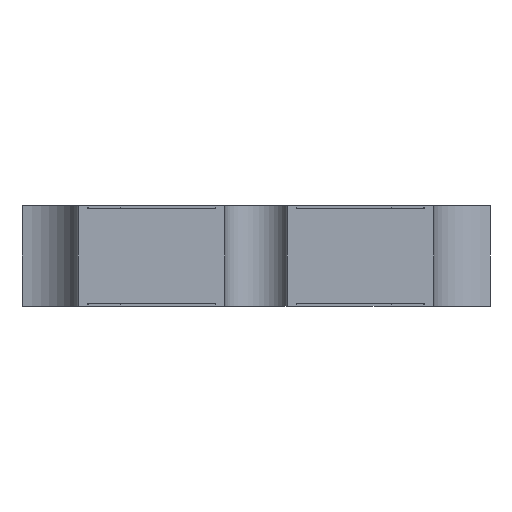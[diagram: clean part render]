
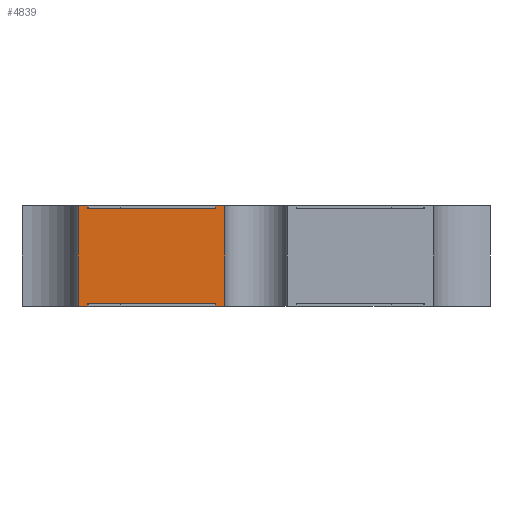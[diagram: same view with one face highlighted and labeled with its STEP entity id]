
A CAD part, left-side view. The second image highlights one B-rep face of the part: STEP entity #4839.
In plain terms, the highlighted planar face has unit normal (-1, 0, 0).
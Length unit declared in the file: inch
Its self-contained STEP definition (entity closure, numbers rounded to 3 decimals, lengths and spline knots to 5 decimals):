
#15 = LINE ( 'NONE', #9031, #23136 ) ;
#677 = LINE ( 'NONE', #15729, #16366 ) ;
#746 = EDGE_CURVE ( 'NONE', #3941, #16125, #15, .T. ) ;
#2898 = LINE ( 'NONE', #11890, #20944 ) ;
#3297 = EDGE_CURVE ( 'NONE', #18956, #33039, #23599, .T. ) ;
#3640 = CARTESIAN_POINT ( 'NONE',  ( -0.28, 0.126, 0.073 ) ) ;
#3808 = VECTOR ( 'NONE', #29715, 39.37008 ) ;
#3941 = VERTEX_POINT ( 'NONE', #33650 ) ;
#4805 = CARTESIAN_POINT ( 'NONE',  ( -0.28, 0.0305, 0.002 ) ) ;
#4839 = ADVANCED_FACE ( 'NONE', ( #32358 ), #17707, .F. ) ;
#5080 = ORIENTED_EDGE ( 'NONE', *, *, #14382, .T. ) ;
#5190 = LINE ( 'NONE', #4805, #14324 ) ;
#5839 = CARTESIAN_POINT ( 'NONE',  ( -0.28, 0.126, 0. ) ) ;
#6022 = CARTESIAN_POINT ( 'NONE',  ( -0.28, 0., 0.075 ) ) ;
#6325 = VECTOR ( 'NONE', #14724, 39.37008 ) ;
#6544 = ORIENTED_EDGE ( 'NONE', *, *, #32109, .F. ) ;
#7323 = ORIENTED_EDGE ( 'NONE', *, *, #25852, .T. ) ;
#7846 = CARTESIAN_POINT ( 'NONE',  ( -0.28, 0.13307, 0.075 ) ) ;
#8718 = CARTESIAN_POINT ( 'NONE',  ( -0.28, 0.02337, 0.002 ) ) ;
#8826 = CARTESIAN_POINT ( 'NONE',  ( -0.28, 0.02337, 0. ) ) ;
#9031 = CARTESIAN_POINT ( 'NONE',  ( -0.28, 0.02337, 0.002 ) ) ;
#10210 = VECTOR ( 'NONE', #26294, 39.37008 ) ;
#10879 = CARTESIAN_POINT ( 'NONE',  ( -0.28, 0.13307, 0.002 ) ) ;
#11890 = CARTESIAN_POINT ( 'NONE',  ( -0.28, 0.126, -0.132 ) ) ;
#12660 = EDGE_CURVE ( 'NONE', #19481, #33431, #5190, .T. ) ;
#12808 = CARTESIAN_POINT ( 'NONE',  ( -0.28, 0.02337, 0. ) ) ;
#12987 = ORIENTED_EDGE ( 'NONE', *, *, #32788, .T. ) ;
#13219 = ORIENTED_EDGE ( 'NONE', *, *, #12660, .T. ) ;
#13558 = ORIENTED_EDGE ( 'NONE', *, *, #746, .F. ) ;
#14297 = CARTESIAN_POINT ( 'NONE',  ( -0.28, 0.126, 0.002 ) ) ;
#14324 = VECTOR ( 'NONE', #37634, 39.37008 ) ;
#14382 = EDGE_CURVE ( 'NONE', #33039, #30617, #37643, .T. ) ;
#14724 = DIRECTION ( 'NONE',  ( 0., 1., 0. ) ) ;
#14829 = ORIENTED_EDGE ( 'NONE', *, *, #23684, .F. ) ;
#15281 = DIRECTION ( 'NONE',  ( 0., 0., 1. ) ) ;
#15324 = VERTEX_POINT ( 'NONE', #5839 ) ;
#15729 = CARTESIAN_POINT ( 'NONE',  ( -0.28, 0.02337, 0. ) ) ;
#15812 = CARTESIAN_POINT ( 'NONE',  ( -0.28, 0.0305, 0.075 ) ) ;
#16125 = VERTEX_POINT ( 'NONE', #12808 ) ;
#16341 = DIRECTION ( 'NONE',  ( 0., 0., -1. ) ) ;
#16366 = VECTOR ( 'NONE', #33516, 39.37008 ) ;
#16967 = EDGE_CURVE ( 'NONE', #36697, #18956, #2898, .T. ) ;
#17124 = DIRECTION ( 'NONE',  ( 0., 0., -1. ) ) ;
#17561 = ORIENTED_EDGE ( 'NONE', *, *, #32236, .T. ) ;
#17707 = PLANE ( 'NONE',  #29040 ) ;
#18002 = DIRECTION ( 'NONE',  ( 0., 0., -1. ) ) ;
#18445 = CARTESIAN_POINT ( 'NONE',  ( -0.28, 0.0305, 0.002 ) ) ;
#18956 = VERTEX_POINT ( 'NONE', #22627 ) ;
#19095 = DIRECTION ( 'NONE',  ( 0., 0., 1. ) ) ;
#19481 = VERTEX_POINT ( 'NONE', #18445 ) ;
#19526 = CARTESIAN_POINT ( 'NONE',  ( -0.28, 0.0305, 0. ) ) ;
#19714 = LINE ( 'NONE', #34939, #26487 ) ;
#20056 = DIRECTION ( 'NONE',  ( 1., 0., 0. ) ) ;
#20944 = VECTOR ( 'NONE', #19095, 39.37008 ) ;
#22459 = VERTEX_POINT ( 'NONE', #28914 ) ;
#22627 = CARTESIAN_POINT ( 'NONE',  ( -0.28, 0.126, 0.075 ) ) ;
#22840 = DIRECTION ( 'NONE',  ( 0., 1., 0. ) ) ;
#23089 = DIRECTION ( 'NONE',  ( 0., 0., -1. ) ) ;
#23136 = VECTOR ( 'NONE', #18002, 39.37008 ) ;
#23599 = LINE ( 'NONE', #6022, #36242 ) ;
#23657 = LINE ( 'NONE', #8826, #3808 ) ;
#23684 = EDGE_CURVE ( 'NONE', #22459, #36510, #36567, .T. ) ;
#24102 = EDGE_LOOP ( 'NONE', ( #36468, #6544, #33105, #13219, #17561, #13558, #12987, #14829, #7323, #25953, #26497, #5080 ) ) ;
#25756 = VECTOR ( 'NONE', #23089, 39.37008 ) ;
#25852 = EDGE_CURVE ( 'NONE', #22459, #36697, #34703, .T. ) ;
#25953 = ORIENTED_EDGE ( 'NONE', *, *, #16967, .T. ) ;
#26060 = CARTESIAN_POINT ( 'NONE',  ( -0.28, 0., 0.075 ) ) ;
#26294 = DIRECTION ( 'NONE',  ( 0., 1., 0. ) ) ;
#26474 = EDGE_CURVE ( 'NONE', #19481, #30306, #19714, .T. ) ;
#26487 = VECTOR ( 'NONE', #22840, 39.37008 ) ;
#26497 = ORIENTED_EDGE ( 'NONE', *, *, #3297, .T. ) ;
#26841 = VECTOR ( 'NONE', #16341, 39.37008 ) ;
#28600 = CARTESIAN_POINT ( 'NONE',  ( -0.28, 0.126, 0.002 ) ) ;
#28759 = LINE ( 'NONE', #14297, #25756 ) ;
#28914 = CARTESIAN_POINT ( 'NONE',  ( -0.28, 0.0305, 0.073 ) ) ;
#29040 = AXIS2_PLACEMENT_3D ( 'NONE', #8718, #20056, #17124 ) ;
#29715 = DIRECTION ( 'NONE',  ( 0., -1., 0. ) ) ;
#29834 = DIRECTION ( 'NONE',  ( 0., 1., 0. ) ) ;
#30306 = VERTEX_POINT ( 'NONE', #28600 ) ;
#30617 = VERTEX_POINT ( 'NONE', #34946 ) ;
#31749 = CARTESIAN_POINT ( 'NONE',  ( -0.28, 0., 0.073 ) ) ;
#32109 = EDGE_CURVE ( 'NONE', #30306, #15324, #28759, .T. ) ;
#32236 = EDGE_CURVE ( 'NONE', #33431, #16125, #23657, .T. ) ;
#32306 = LINE ( 'NONE', #26060, #6325 ) ;
#32358 = FACE_OUTER_BOUND ( 'NONE', #24102, .T. ) ;
#32594 = VECTOR ( 'NONE', #15281, 39.37008 ) ;
#32788 = EDGE_CURVE ( 'NONE', #3941, #36510, #32306, .T. ) ;
#33039 = VERTEX_POINT ( 'NONE', #7846 ) ;
#33045 = CARTESIAN_POINT ( 'NONE',  ( -0.28, 0.0305, -0.132 ) ) ;
#33105 = ORIENTED_EDGE ( 'NONE', *, *, #26474, .F. ) ;
#33431 = VERTEX_POINT ( 'NONE', #19526 ) ;
#33516 = DIRECTION ( 'NONE',  ( 0., -1., 0. ) ) ;
#33650 = CARTESIAN_POINT ( 'NONE',  ( -0.28, 0.02337, 0.075 ) ) ;
#33979 = EDGE_CURVE ( 'NONE', #30617, #15324, #677, .T. ) ;
#34703 = LINE ( 'NONE', #31749, #10210 ) ;
#34939 = CARTESIAN_POINT ( 'NONE',  ( -0.28, -0.1775, 0.002 ) ) ;
#34946 = CARTESIAN_POINT ( 'NONE',  ( -0.28, 0.13307, 0. ) ) ;
#36242 = VECTOR ( 'NONE', #29834, 39.37008 ) ;
#36468 = ORIENTED_EDGE ( 'NONE', *, *, #33979, .T. ) ;
#36510 = VERTEX_POINT ( 'NONE', #15812 ) ;
#36567 = LINE ( 'NONE', #33045, #32594 ) ;
#36697 = VERTEX_POINT ( 'NONE', #3640 ) ;
#37634 = DIRECTION ( 'NONE',  ( 0., 0., -1. ) ) ;
#37643 = LINE ( 'NONE', #10879, #26841 ) ;
